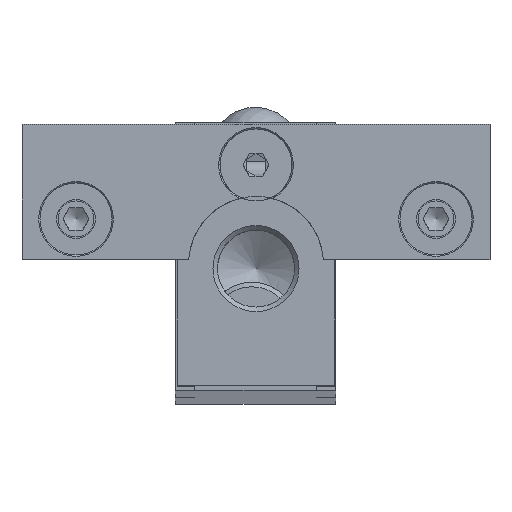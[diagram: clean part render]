
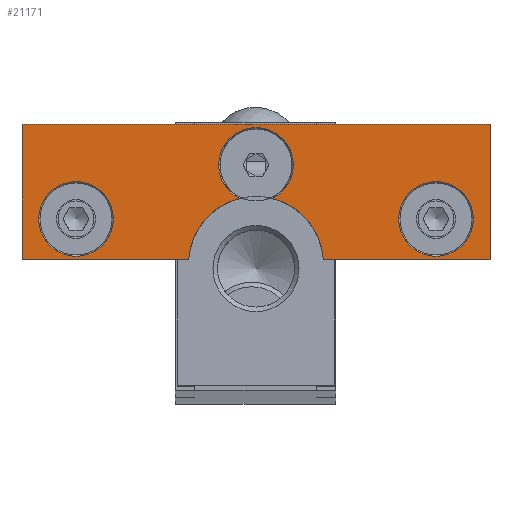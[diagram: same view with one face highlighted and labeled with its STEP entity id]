
A CAD part, top view. The second image highlights one B-rep face of the part: STEP entity #21171.
In plain terms, the highlighted planar face has unit normal (0, 0, 1).
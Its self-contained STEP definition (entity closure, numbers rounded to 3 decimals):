
#630=FACE_BOUND('',#5025,.T.);
#631=FACE_BOUND('',#5026,.T.);
#1028=PLANE('',#23257);
#1589=LINE('',#36266,#2452);
#1590=LINE('',#36268,#2453);
#1591=LINE('',#36270,#2454);
#1592=LINE('',#36272,#2455);
#1593=LINE('',#36273,#2456);
#2452=VECTOR('',#27931,10.);
#2453=VECTOR('',#27932,10.);
#2454=VECTOR('',#27933,10.);
#2455=VECTOR('',#27934,10.);
#2456=VECTOR('',#27935,10.);
#3898=FACE_OUTER_BOUND('',#5024,.T.);
#5024=EDGE_LOOP('',(#15710,#15711,#15712,#15713,#15714,#15715,#15716,#15717));
#5025=EDGE_LOOP('',(#15718));
#5026=EDGE_LOOP('',(#15719));
#6728=CIRCLE('',#23224,7.5);
#6730=CIRCLE('',#23226,7.5);
#6744=CIRCLE('',#23256,4.15);
#6745=CIRCLE('',#23258,4.15);
#6746=CIRCLE('',#23259,4.15);
#8811=VERTEX_POINT('',#36131);
#8812=VERTEX_POINT('',#36136);
#8815=VERTEX_POINT('',#36142);
#8816=VERTEX_POINT('',#36144);
#8852=VERTEX_POINT('',#36260);
#8853=VERTEX_POINT('',#36265);
#8854=VERTEX_POINT('',#36267);
#8855=VERTEX_POINT('',#36269);
#8856=VERTEX_POINT('',#36271);
#8857=VERTEX_POINT('',#36274);
#11450=EDGE_CURVE('',#8812,#8811,#6728,.T.);
#11454=EDGE_CURVE('',#8816,#8815,#6730,.T.);
#11501=EDGE_CURVE('',#8852,#8852,#6744,.T.);
#11503=EDGE_CURVE('',#8816,#8811,#6745,.T.);
#11504=EDGE_CURVE('',#8815,#8853,#1589,.T.);
#11505=EDGE_CURVE('',#8853,#8854,#1590,.T.);
#11506=EDGE_CURVE('',#8854,#8855,#1591,.T.);
#11507=EDGE_CURVE('',#8855,#8856,#1592,.T.);
#11508=EDGE_CURVE('',#8856,#8812,#1593,.T.);
#11509=EDGE_CURVE('',#8857,#8857,#6746,.T.);
#15710=ORIENTED_EDGE('',*,*,#11503,.F.);
#15711=ORIENTED_EDGE('',*,*,#11454,.T.);
#15712=ORIENTED_EDGE('',*,*,#11504,.T.);
#15713=ORIENTED_EDGE('',*,*,#11505,.T.);
#15714=ORIENTED_EDGE('',*,*,#11506,.T.);
#15715=ORIENTED_EDGE('',*,*,#11507,.T.);
#15716=ORIENTED_EDGE('',*,*,#11508,.T.);
#15717=ORIENTED_EDGE('',*,*,#11450,.T.);
#15718=ORIENTED_EDGE('',*,*,#11509,.F.);
#15719=ORIENTED_EDGE('',*,*,#11501,.F.);
#21171=ADVANCED_FACE('',(#3898,#630,#631),#1028,.T.);
#23224=AXIS2_PLACEMENT_3D('',#36137,#27833,#27834);
#23226=AXIS2_PLACEMENT_3D('',#36145,#27839,#27840);
#23256=AXIS2_PLACEMENT_3D('',#36261,#27924,#27925);
#23257=AXIS2_PLACEMENT_3D('',#36263,#27927,#27928);
#23258=AXIS2_PLACEMENT_3D('',#36264,#27929,#27930);
#23259=AXIS2_PLACEMENT_3D('',#36275,#27936,#27937);
#27833=DIRECTION('center_axis',(0.,0.,-1.));
#27834=DIRECTION('ref_axis',(0.998,0.067,0.));
#27839=DIRECTION('center_axis',(0.,0.,-1.));
#27840=DIRECTION('ref_axis',(0.998,0.067,0.));
#27924=DIRECTION('center_axis',(0.,0.,1.));
#27925=DIRECTION('ref_axis',(-1.,0.,0.));
#27927=DIRECTION('center_axis',(0.,0.,1.));
#27928=DIRECTION('ref_axis',(1.,0.,0.));
#27929=DIRECTION('center_axis',(0.,0.,1.));
#27930=DIRECTION('ref_axis',(-1.,0.,0.));
#27931=DIRECTION('',(1.,0.,0.));
#27932=DIRECTION('',(0.,1.,0.));
#27933=DIRECTION('',(-1.,0.,0.));
#27934=DIRECTION('',(0.,-1.,0.));
#27935=DIRECTION('',(1.,0.,0.));
#27936=DIRECTION('center_axis',(0.,0.,1.));
#27937=DIRECTION('ref_axis',(-1.,0.,0.));
#36131=CARTESIAN_POINT('',(-1.777,16.774,260.));
#36136=CARTESIAN_POINT('',(-7.433,10.,260.));
#36137=CARTESIAN_POINT('Origin',(0.05,9.5,260.));
#36142=CARTESIAN_POINT('',(7.533,10.,260.));
#36144=CARTESIAN_POINT('',(1.877,16.774,260.));
#36145=CARTESIAN_POINT('Origin',(0.05,9.5,260.));
#36260=CARTESIAN_POINT('',(24.2,14.5,260.));
#36261=CARTESIAN_POINT('Origin',(20.05,14.5,260.));
#36263=CARTESIAN_POINT('Origin',(0.05,17.949,260.));
#36264=CARTESIAN_POINT('Origin',(0.05,20.5,260.));
#36265=CARTESIAN_POINT('',(26.05,10.,260.));
#36266=CARTESIAN_POINT('',(26.05,10.,260.));
#36267=CARTESIAN_POINT('',(26.05,25.,260.));
#36268=CARTESIAN_POINT('',(26.05,25.,260.));
#36269=CARTESIAN_POINT('',(-25.95,25.,260.));
#36270=CARTESIAN_POINT('',(-25.95,25.,260.));
#36271=CARTESIAN_POINT('',(-25.95,10.,260.));
#36272=CARTESIAN_POINT('',(-25.95,10.,260.));
#36273=CARTESIAN_POINT('',(-7.433,10.,260.));
#36274=CARTESIAN_POINT('',(-15.8,14.5,260.));
#36275=CARTESIAN_POINT('Origin',(-19.95,14.5,260.));
